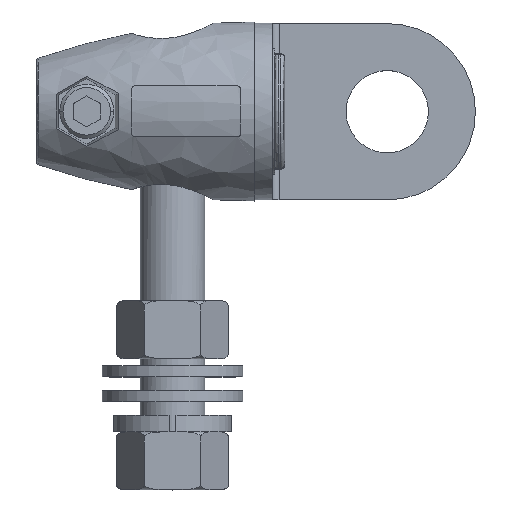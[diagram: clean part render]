
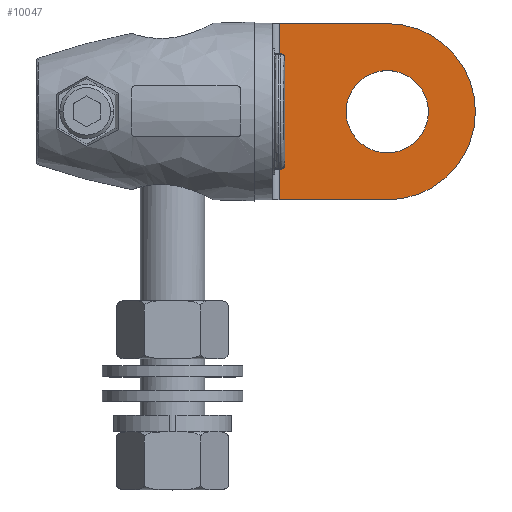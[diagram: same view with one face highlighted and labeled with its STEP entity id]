
A CAD part, top view. The second image highlights one B-rep face of the part: STEP entity #10047.
In plain terms, the highlighted planar face has unit normal (0, 0, 1).
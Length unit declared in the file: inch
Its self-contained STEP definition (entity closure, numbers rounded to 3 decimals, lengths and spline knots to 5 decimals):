
#3364=DIRECTION('',(0.,1.,0.));
#3365=VECTOR('',#3364,1.01969);
#3366=CARTESIAN_POINT('',(0.61654,-0.32087,
-0.64528));
#3367=LINE('',#3366,#3365);
#3438=DIRECTION('',(-1.,0.,0.));
#3439=VECTOR('',#3438,0.62559);
#3440=CARTESIAN_POINT('',(1.24213,-0.32087,
-0.64528));
#3441=LINE('',#3440,#3439);
#3442=DIRECTION('',(1.,0.,0.));
#3443=VECTOR('',#3442,0.62559);
#3444=CARTESIAN_POINT('',(0.61654,0.69882,
-0.64528));
#3445=LINE('',#3444,#3443);
#3446=CARTESIAN_POINT('',(1.24213,0.18898,
-0.64528));
#3447=DIRECTION('',(0.,0.,-1.));
#3448=DIRECTION('',(0.,1.,0.));
#3449=AXIS2_PLACEMENT_3D('',#3446,#3447,#3448);
#3451=CARTESIAN_POINT('',(1.24213,0.18898,
-0.64528));
#3452=DIRECTION('',(0.,0.,1.));
#3453=DIRECTION('',(1.,0.,0.));
#3454=AXIS2_PLACEMENT_3D('',#3451,#3452,#3453);
#3456=CARTESIAN_POINT('',(1.24213,0.18898,
-0.64528));
#3457=DIRECTION('',(0.,0.,1.));
#3458=DIRECTION('',(-1.,0.,0.));
#3459=AXIS2_PLACEMENT_3D('',#3456,#3457,#3458);
#6665=CARTESIAN_POINT('',(1.24213,0.69882,
-0.64528));
#6666=CARTESIAN_POINT('',(1.24213,-0.32087,
-0.64528));
#6667=VERTEX_POINT('',#6665);
#6668=VERTEX_POINT('',#6666);
#6681=CARTESIAN_POINT('',(0.61654,-0.32087,
-0.64528));
#6682=VERTEX_POINT('',#6681);
#6683=CARTESIAN_POINT('',(0.61654,0.69882,
-0.64528));
#6684=VERTEX_POINT('',#6683);
#6693=CARTESIAN_POINT('',(1.48031,0.18898,
-0.64528));
#6694=CARTESIAN_POINT('',(1.00394,0.18898,
-0.64528));
#6695=VERTEX_POINT('',#6693);
#6696=VERTEX_POINT('',#6694);
#10029=CARTESIAN_POINT('',(1.24213,0.18898,
-0.64528));
#10030=DIRECTION('',(0.,0.,-1.));
#10031=DIRECTION('',(1.,0.,0.));
#10032=AXIS2_PLACEMENT_3D('',#10029,#10030,#10031);
#10033=PLANE('',#10032);
#10034=ORIENTED_EDGE('',*,*,#9988,.T.);
#10035=ORIENTED_EDGE('',*,*,#9919,.T.);
#10037=ORIENTED_EDGE('',*,*,#10036,.T.);
#10038=ORIENTED_EDGE('',*,*,#10022,.T.);
#10039=EDGE_LOOP('',(#10034,#10035,#10037,#10038));
#10040=FACE_OUTER_BOUND('',#10039,.F.);
#10042=ORIENTED_EDGE('',*,*,#10041,.T.);
#10044=ORIENTED_EDGE('',*,*,#10043,.T.);
#10045=EDGE_LOOP('',(#10042,#10044));
#10046=FACE_BOUND('',#10045,.F.);
#10047=ADVANCED_FACE('',(#10040,#10046),#10033,.F.);
#3450=CIRCLE('',#3449,0.50984);
#3455=CIRCLE('',#3454,0.23819);
#3460=CIRCLE('',#3459,0.23819);
#9919=EDGE_CURVE('',#6682,#6684,#3367,.T.);
#9988=EDGE_CURVE('',#6668,#6682,#3441,.T.);
#10022=EDGE_CURVE('',#6667,#6668,#3450,.T.);
#10036=EDGE_CURVE('',#6684,#6667,#3445,.T.);
#10041=EDGE_CURVE('',#6695,#6696,#3455,.T.);
#10043=EDGE_CURVE('',#6696,#6695,#3460,.T.);
